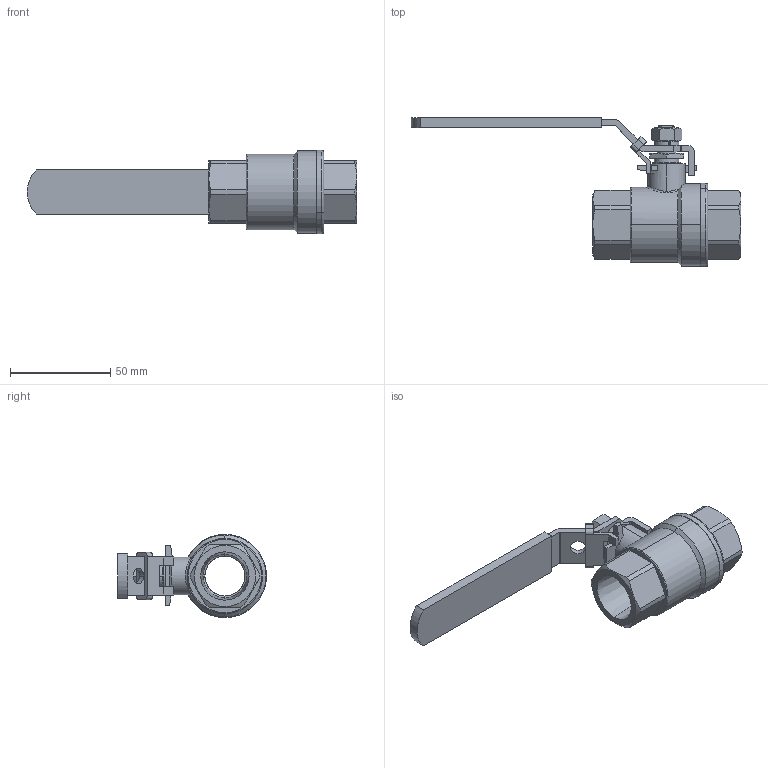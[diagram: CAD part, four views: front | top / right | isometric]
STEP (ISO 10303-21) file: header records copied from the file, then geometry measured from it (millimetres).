
FILE_DESCRIPTION (( 'STEP AP214' ), '1' );
FILE_NAME ('3-4QF278.STEP', '2025-01-07T08:20:59', ( 'Windows 蚚誧' ), ( 'Organization' ), 'SwSTEP 2.0', 'SolidWorks 2022', '' );
FILE_SCHEMA (( 'AUTOMOTIVE_DESIGN' ));
Length unit declared in the file: millimetre
Products named in the file (13): HANDLE; JOINTGASKET_3-4"; BALL1_3-4"; STEM1_3-4"; GLANDNUT_3-4  1"; BODY; CAP; BALLSEAT_3-4"; STEMPACKING_3-4   1"; hex nuts, style 1-grades ab gb2_GB_FASTENER_NUT_SNAB1 M8-N; GBㄞT93-1987; THRUSTWASHER_3-4  1"; 3-4QF278
Assembly tree (13 placements, depth 2):
  3-4QF278
    BODY
    JOINTGASKET_3-4"
    CAP
    GLANDNUT_3-4  1"
    BALL1_3-4"
    BALLSEAT_3-4"  x2
    THRUSTWASHER_3-4  1"
    STEMPACKING_3-4   1"
    STEM1_3-4"
    HANDLE
    GBㄞT93-1987
    hex nuts, style 1-grades ab gb2_GB_FASTENER_NUT_SNAB1 M8-N
Bounding box: 164.5 x 74.35 x 41.5 mm (x, y, z)
Volume: 64576.3 mm3; surface area: 41783.7 mm2
Topology: 14 solids, 14 shells, 428 faces, 1076 edges, 693 vertices
Faces by surface type: cylinder 194, plane 146, cone 65, torus 12, bspline 7, sphere 4
Entity records: 18706 total; most frequent: CARTESIAN_POINT 8608, ORIENTED_EDGE 2074, DIRECTION 1942, EDGE_CURVE 1037, AXIS2_PLACEMENT_3D 736, VERTEX_POINT 670, LINE 470, VECTOR 470
